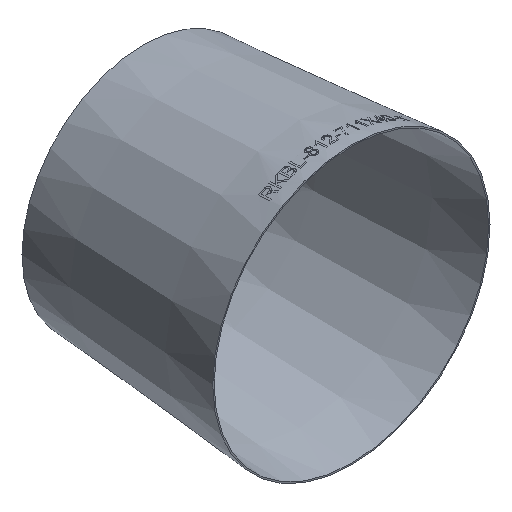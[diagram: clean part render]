
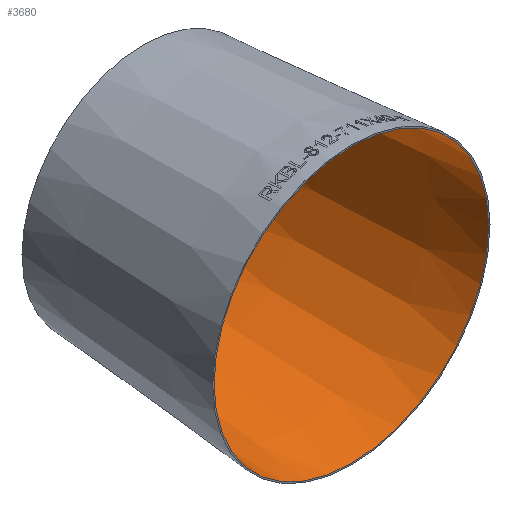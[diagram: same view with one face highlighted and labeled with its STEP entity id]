
A CAD part, isometric view. The second image highlights one B-rep face of the part: STEP entity #3680.
In plain terms, the highlighted conical face has half-angle 4.761 degrees and reference radius 402.386 mm.
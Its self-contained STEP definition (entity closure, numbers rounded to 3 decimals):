
#2347 = FACE_BOUND ( 'NONE', #11266, .T. ) ;
#3680 = ADVANCED_FACE ( 'NONE', ( #2347, #8860 ), #37735, .F. ) ;
#6961 = CIRCLE ( 'NONE', #37074, 402.386 ) ;
#7099 = VERTEX_POINT ( 'NONE', #24069 ) ;
#8860 = FACE_OUTER_BOUND ( 'NONE', #34088, .T. ) ;
#9433 = AXIS2_PLACEMENT_3D ( 'NONE', #22528, #19635, #13267 ) ;
#11266 = EDGE_LOOP ( 'NONE', ( #22765 ) ) ;
#13267 = DIRECTION ( 'NONE',  ( 0., 0., -1. ) ) ;
#14096 = ORIENTED_EDGE ( 'NONE', *, *, #22457, .T. ) ;
#14470 = CARTESIAN_POINT ( 'NONE',  ( 0., 0., 0. ) ) ;
#18705 = AXIS2_PLACEMENT_3D ( 'NONE', #14470, #26395, #29290 ) ;
#19635 = DIRECTION ( 'NONE',  ( 0., -1., 0. ) ) ;
#22283 = EDGE_CURVE ( 'NONE', #24257, #24257, #22966, .T. ) ;
#22457 = EDGE_CURVE ( 'NONE', #7099, #7099, #6961, .T. ) ;
#22528 = CARTESIAN_POINT ( 'NONE',  ( 0., 610., 0. ) ) ;
#22765 = ORIENTED_EDGE ( 'NONE', *, *, #22283, .F. ) ;
#22966 = CIRCLE ( 'NONE', #9433, 351.586 ) ;
#23221 = DIRECTION ( 'NONE',  ( 0., 0., -1. ) ) ;
#24069 = CARTESIAN_POINT ( 'NONE',  ( 0., 0., -402.386 ) ) ;
#24257 = VERTEX_POINT ( 'NONE', #33642 ) ;
#26395 = DIRECTION ( 'NONE',  ( 0., -1., 0. ) ) ;
#29290 = DIRECTION ( 'NONE',  ( 0., 0., -1. ) ) ;
#31489 = DIRECTION ( 'NONE',  ( 0., -1., 0. ) ) ;
#33642 = CARTESIAN_POINT ( 'NONE',  ( 0., 610., -351.586 ) ) ;
#34088 = EDGE_LOOP ( 'NONE', ( #14096 ) ) ;
#37074 = AXIS2_PLACEMENT_3D ( 'NONE', #37460, #31489, #23221 ) ;
#37460 = CARTESIAN_POINT ( 'NONE',  ( 0., 0., 0. ) ) ;
#37735 = CONICAL_SURFACE ( 'NONE', #18705, 402.386, 0.083 ) ;
